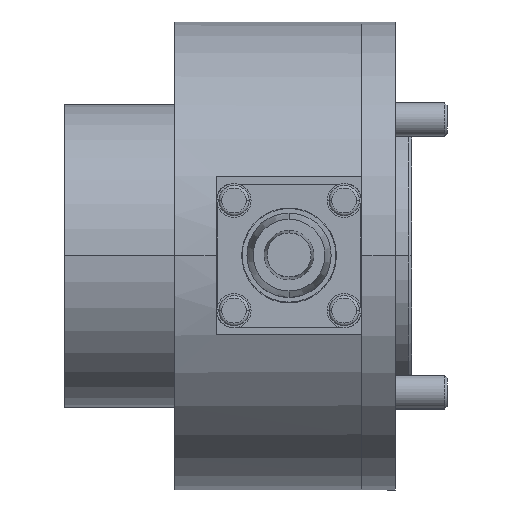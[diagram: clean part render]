
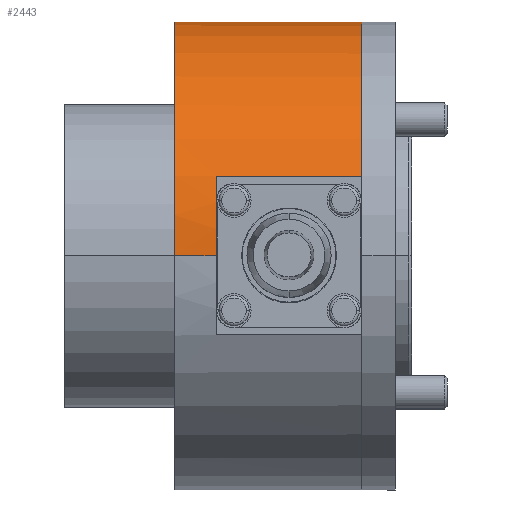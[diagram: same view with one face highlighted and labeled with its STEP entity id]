
A CAD part, top view. The second image highlights one B-rep face of the part: STEP entity #2443.
In plain terms, the highlighted cylindrical face has radius 42.5 mm (diameter 85 mm), a partial arc.
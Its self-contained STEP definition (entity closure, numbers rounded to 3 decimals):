
#2385=CARTESIAN_POINT('',(-2.0,1.325,0.0));
#2386=DIRECTION('',(1.0,0.0,0.0));
#2387=DIRECTION('',(0.0,1.0,0.0));
#2388=AXIS2_PLACEMENT_3D('',#2385,#2386,#2387);
#2389=CYLINDRICAL_SURFACE('',#2388,42.5);
#2390=CARTESIAN_POINT('',(-11.5,43.825,0.0));
#2391=VERTEX_POINT('',#2390);
#2392=CARTESIAN_POINT('',(-19.0,43.825,0.0));
#2393=VERTEX_POINT('',#2392);
#2394=CARTESIAN_POINT('',(-11.5,43.825,0.0));
#2395=DIRECTION('',(-1.0,0.0,0.0));
#2396=VECTOR('',#2395,7.5);
#2397=LINE('',#2394,#2396);
#2398=EDGE_CURVE('',#2391,#2393,#2397,.T.);
#2399=ORIENTED_EDGE('',*,*,#2398,.F.);
#2400=CARTESIAN_POINT('',(-11.5,41.325,-14.361));
#2401=VERTEX_POINT('',#2400);
#2402=CARTESIAN_POINT('',(-11.5,1.325,0.0));
#2403=DIRECTION('',(-1.0,0.0,0.0));
#2404=DIRECTION('',(0.0,1.0,0.0));
#2405=AXIS2_PLACEMENT_3D('',#2402,#2403,#2404);
#2406=CIRCLE('',#2405,42.5);
#2407=EDGE_CURVE('',#2391,#2401,#2406,.T.);
#2408=ORIENTED_EDGE('',*,*,#2407,.T.);
#2409=CARTESIAN_POINT('',(15.0,41.325,-14.361));
#2410=VERTEX_POINT('',#2409);
#2411=CARTESIAN_POINT('',(-11.5,41.325,-14.361));
#2412=DIRECTION('',(1.0,0.0,0.0));
#2413=VECTOR('',#2412,26.5);
#2414=LINE('',#2411,#2413);
#2415=EDGE_CURVE('',#2401,#2410,#2414,.T.);
#2416=ORIENTED_EDGE('',*,*,#2415,.T.);
#2417=CARTESIAN_POINT('',(15.0,-41.175,0.));
#2418=VERTEX_POINT('',#2417);
#2419=CARTESIAN_POINT('',(15.0,1.325,0.0));
#2420=DIRECTION('',(1.0,0.0,0.0));
#2421=DIRECTION('',(0.0,1.0,0.0));
#2422=AXIS2_PLACEMENT_3D('',#2419,#2420,#2421);
#2423=CIRCLE('',#2422,42.5);
#2424=EDGE_CURVE('',#2418,#2410,#2423,.T.);
#2425=ORIENTED_EDGE('',*,*,#2424,.F.);
#2426=CARTESIAN_POINT('',(-19.0,-41.175,0.));
#2427=VERTEX_POINT('',#2426);
#2428=CARTESIAN_POINT('',(15.0,-41.175,0.));
#2429=DIRECTION('',(-1.0,0.0,0.0));
#2430=VECTOR('',#2429,34.0);
#2431=LINE('',#2428,#2430);
#2432=EDGE_CURVE('',#2418,#2427,#2431,.T.);
#2433=ORIENTED_EDGE('',*,*,#2432,.T.);
#2434=CARTESIAN_POINT('',(-19.0,1.325,0.0));
#2435=DIRECTION('',(1.0,0.0,0.0));
#2436=DIRECTION('',(0.0,1.0,0.0));
#2437=AXIS2_PLACEMENT_3D('',#2434,#2435,#2436);
#2438=CIRCLE('',#2437,42.5);
#2439=EDGE_CURVE('',#2427,#2393,#2438,.T.);
#2440=ORIENTED_EDGE('',*,*,#2439,.T.);
#2441=EDGE_LOOP('',(#2399,#2408,#2416,#2425,#2433,#2440));
#2442=FACE_OUTER_BOUND('',#2441,.T.);
#2443=ADVANCED_FACE('',(#2442),#2389,.T.);
